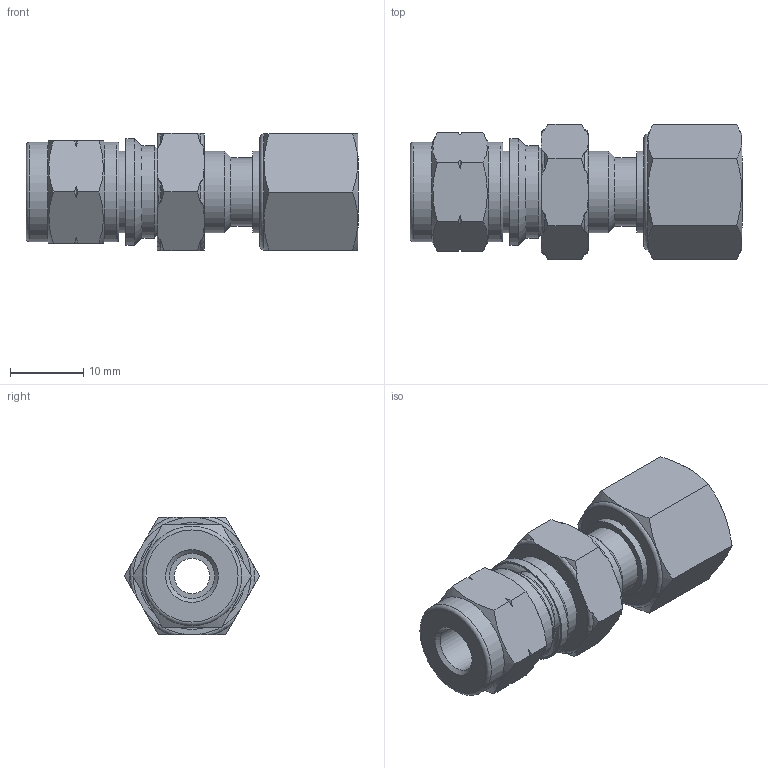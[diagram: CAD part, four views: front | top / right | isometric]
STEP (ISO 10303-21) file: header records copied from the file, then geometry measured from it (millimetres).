
FILE_DESCRIPTION(/* description */ (''),/* implementation_level */ '2;1');
FILE_NAME(/* name */ 'SFCBI-6M-2N.stp',/* time_stamp */ '2022-04-29T13:35:20+09:00',/* author */ ('user'),/* organization */ (''),/* preprocessor_version */ 'ST-DEVELOPER v18.1',/* originating_system */ 'Autodesk Inventor 2022',/* authorisation */ '');
FILE_SCHEMA (('AUTOMOTIVE_DESIGN { 1 0 10303 214 3 1 1 }'));
Length unit declared in the file: millimetre
Products named in the file (1): SFCB-6M-2N
Bounding box: 45.39 x 18.48 x 16 mm (x, y, z)
Volume: 6167.7 mm3; surface area: 4115.6 mm2
Topology: 1 solids, 1 shells, 94 faces, 230 edges, 148 vertices
Faces by surface type: cone 36, plane 30, torus 15, cylinder 13
Full cylindrical faces by diameter (mm): 4.8 x1, 6.2 x1, 8.6 x1, 9.3 x2, 9.8 x1, 11.112 x2, 11.113 x1, 12.6 x1, 13.6 x2, 14.6 x1
Entity records: 2984 total; most frequent: CARTESIAN_POINT 917, ORIENTED_EDGE 460, DIRECTION 397, EDGE_CURVE 230, AXIS2_PLACEMENT_3D 168, VERTEX_POINT 148, EDGE_LOOP 106, FACE_OUTER_BOUND 94
